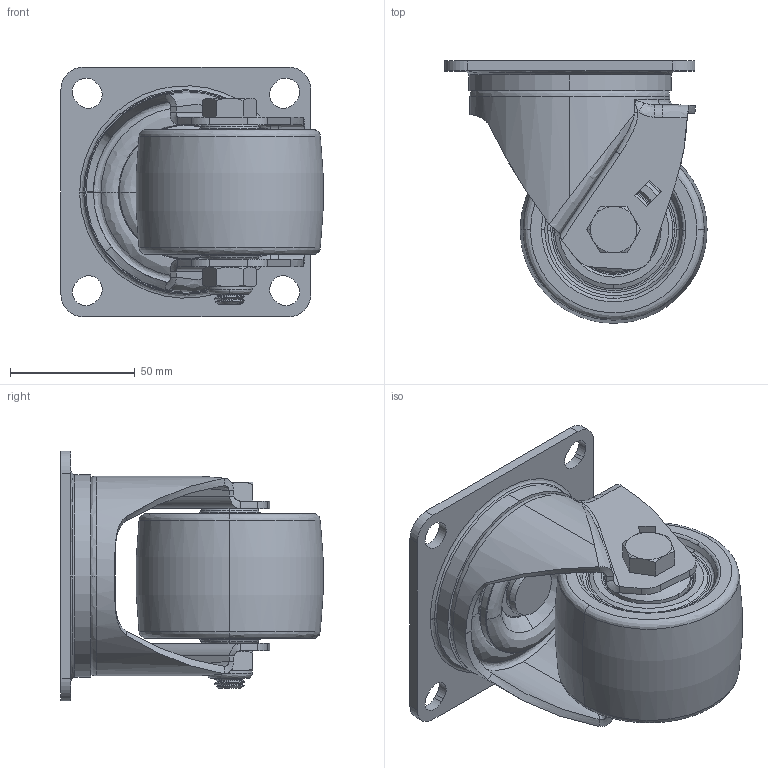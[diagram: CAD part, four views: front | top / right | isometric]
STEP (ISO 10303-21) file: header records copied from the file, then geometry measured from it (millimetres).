
FILE_DESCRIPTION (( 'STEP AP214' ), '1' );
FILE_NAME ('0054904.step', '2022-02-25T09:32:36', ( '' ), ( '' ), 'SwSTEP 2.0', 'SolidWorks 2020', '' );
FILE_SCHEMA (( 'AUTOMOTIVE_DESIGN' ));
Length unit declared in the file: millimetre
Products named in the file (1): 0054904
Bounding box: 104.86 x 104.86 x 100 mm (x, y, z)
Volume: 295112.2 mm3; surface area: 113972.6 mm2
Topology: 40 solids, 40 shells, 559 faces, 1436 edges, 892 vertices
Faces by surface type: bspline 197, cylinder 167, plane 129, cone 54, torus 12
Entity records: 36748 total; most frequent: CARTESIAN_POINT 18169, ORIENTED_EDGE 2686, DIRECTION 2194, EDGE_CURVE 1343, AXIS2_PLACEMENT_3D 919, VERTEX_POINT 892, EDGE_LOOP 633, UNCERTAINTY_MEASURE_WITH_UNIT 601
